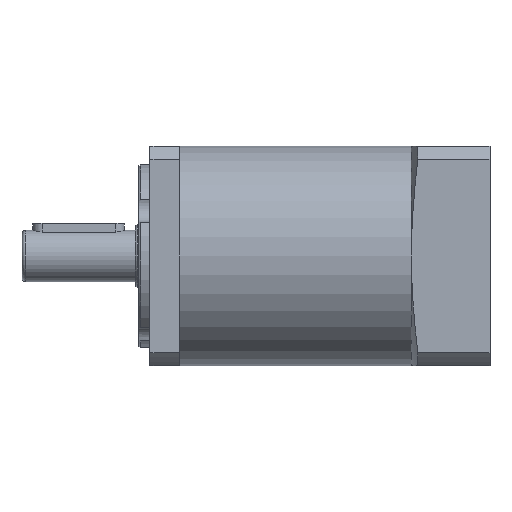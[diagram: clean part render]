
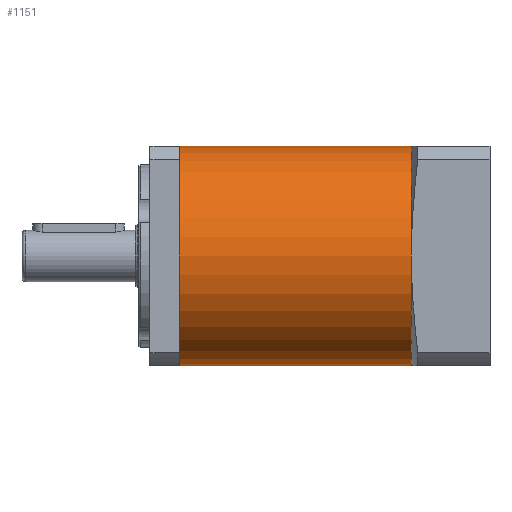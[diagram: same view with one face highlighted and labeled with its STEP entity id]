
A CAD part, left-side view. The second image highlights one B-rep face of the part: STEP entity #1151.
In plain terms, the highlighted cylindrical face has radius 30 mm (diameter 60 mm), a partial arc.
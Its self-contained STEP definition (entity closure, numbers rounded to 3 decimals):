
#112 = DIRECTION ( 'NONE',  ( 0., 0., 1. ) ) ;
#144 = DIRECTION ( 'NONE',  ( 0., 0., 1. ) ) ;
#147 = ORIENTED_EDGE ( 'NONE', *, *, #623, .F. ) ;
#175 = VERTEX_POINT ( 'NONE', #2999 ) ;
#261 = DIRECTION ( 'NONE',  ( 0., -1., 0. ) ) ;
#411 = CARTESIAN_POINT ( 'NONE',  ( 0., -21., -30. ) ) ;
#574 = CARTESIAN_POINT ( 'NONE',  ( 0., 42.5, 0. ) ) ;
#623 = EDGE_CURVE ( 'NONE', #5121, #175, #1823, .T. ) ;
#961 = VECTOR ( 'NONE', #3824, 1000. ) ;
#1023 = CIRCLE ( 'NONE', #3968, 30. ) ;
#1059 = DIRECTION ( 'NONE',  ( 0., 0., 1. ) ) ;
#1151 = ADVANCED_FACE ( 'NONE', ( #1298 ), #2462, .T. ) ;
#1172 = CIRCLE ( 'NONE', #3630, 30. ) ;
#1298 = FACE_OUTER_BOUND ( 'NONE', #5853, .T. ) ;
#1492 = CARTESIAN_POINT ( 'NONE',  ( -30., 42.5, 0. ) ) ;
#1823 = LINE ( 'NONE', #5588, #5557 ) ;
#1856 = CIRCLE ( 'NONE', #4256, 30. ) ;
#2196 = VERTEX_POINT ( 'NONE', #2888 ) ;
#2272 = EDGE_CURVE ( 'NONE', #5683, #5121, #5892, .T. ) ;
#2289 = CARTESIAN_POINT ( 'NONE',  ( 0., 42.5, -30. ) ) ;
#2295 = CARTESIAN_POINT ( 'NONE',  ( 0., -21., 0. ) ) ;
#2383 = DIRECTION ( 'NONE',  ( 0., 0., -1. ) ) ;
#2462 = CYLINDRICAL_SURFACE ( 'NONE', #4313, 30. ) ;
#2785 = DIRECTION ( 'NONE',  ( 0., 0., 1. ) ) ;
#2792 = VERTEX_POINT ( 'NONE', #2289 ) ;
#2888 = CARTESIAN_POINT ( 'NONE',  ( -30., -21., 0. ) ) ;
#2999 = CARTESIAN_POINT ( 'NONE',  ( 0., -21., 30. ) ) ;
#3012 = DIRECTION ( 'NONE',  ( 0., 1., 0. ) ) ;
#3037 = DIRECTION ( 'NONE',  ( 0., 1., 0. ) ) ;
#3175 = CARTESIAN_POINT ( 'NONE',  ( 0., 42.5, 30. ) ) ;
#3630 = AXIS2_PLACEMENT_3D ( 'NONE', #5940, #3037, #144 ) ;
#3707 = LINE ( 'NONE', #3806, #961 ) ;
#3806 = CARTESIAN_POINT ( 'NONE',  ( 0., 42.5, -30. ) ) ;
#3815 = EDGE_CURVE ( 'NONE', #2792, #5567, #3707, .T. ) ;
#3824 = DIRECTION ( 'NONE',  ( 0., -1., 0. ) ) ;
#3968 = AXIS2_PLACEMENT_3D ( 'NONE', #2295, #5689, #2785 ) ;
#3979 = DIRECTION ( 'NONE',  ( 0., 1., 0. ) ) ;
#4037 = EDGE_CURVE ( 'NONE', #5567, #2196, #1172, .T. ) ;
#4123 = EDGE_CURVE ( 'NONE', #2792, #5683, #1856, .T. ) ;
#4172 = ORIENTED_EDGE ( 'NONE', *, *, #4037, .T. ) ;
#4256 = AXIS2_PLACEMENT_3D ( 'NONE', #574, #3979, #1059 ) ;
#4313 = AXIS2_PLACEMENT_3D ( 'NONE', #5748, #5770, #2383 ) ;
#4406 = ORIENTED_EDGE ( 'NONE', *, *, #2272, .F. ) ;
#4807 = ORIENTED_EDGE ( 'NONE', *, *, #4123, .F. ) ;
#5121 = VERTEX_POINT ( 'NONE', #3175 ) ;
#5457 = AXIS2_PLACEMENT_3D ( 'NONE', #5914, #3012, #112 ) ;
#5486 = EDGE_CURVE ( 'NONE', #2196, #175, #1023, .T. ) ;
#5557 = VECTOR ( 'NONE', #261, 1000. ) ;
#5567 = VERTEX_POINT ( 'NONE', #411 ) ;
#5588 = CARTESIAN_POINT ( 'NONE',  ( 0., 42.5, 30. ) ) ;
#5683 = VERTEX_POINT ( 'NONE', #1492 ) ;
#5689 = DIRECTION ( 'NONE',  ( 0., 1., 0. ) ) ;
#5748 = CARTESIAN_POINT ( 'NONE',  ( 0., 42.5, 0. ) ) ;
#5770 = DIRECTION ( 'NONE',  ( 0., -1., 0. ) ) ;
#5781 = ORIENTED_EDGE ( 'NONE', *, *, #5486, .T. ) ;
#5853 = EDGE_LOOP ( 'NONE', ( #147, #4406, #4807, #6061, #4172, #5781 ) ) ;
#5892 = CIRCLE ( 'NONE', #5457, 30. ) ;
#5914 = CARTESIAN_POINT ( 'NONE',  ( 0., 42.5, 0. ) ) ;
#5940 = CARTESIAN_POINT ( 'NONE',  ( 0., -21., 0. ) ) ;
#6061 = ORIENTED_EDGE ( 'NONE', *, *, #3815, .T. ) ;
